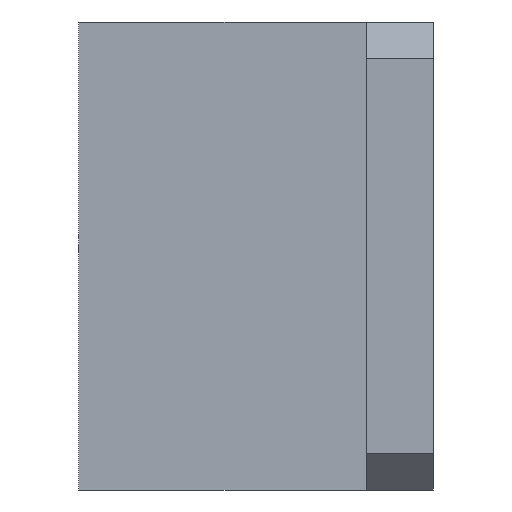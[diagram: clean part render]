
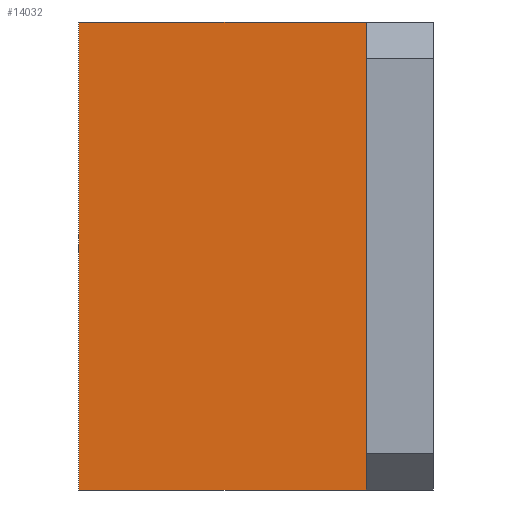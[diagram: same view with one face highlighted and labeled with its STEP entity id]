
A CAD part, front view. The second image highlights one B-rep face of the part: STEP entity #14032.
In plain terms, the highlighted planar face has unit normal (0, -1, 0).
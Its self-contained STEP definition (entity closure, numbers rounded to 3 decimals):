
#814 = LINE ( 'NONE', #4551, #7133 ) ;
#852 = CARTESIAN_POINT ( 'NONE',  ( -25.4, -8.382, 16.688 ) ) ;
#1033 = DIRECTION ( 'NONE',  ( 0., 0., -1. ) ) ;
#1113 = DIRECTION ( 'NONE',  ( -1., 0., 0. ) ) ;
#1266 = VERTEX_POINT ( 'NONE', #3524 ) ;
#1613 = EDGE_LOOP ( 'NONE', ( #6497, #3118, #1897, #12800 ) ) ;
#1897 = ORIENTED_EDGE ( 'NONE', *, *, #7135, .T. ) ;
#2250 = LINE ( 'NONE', #4661, #4154 ) ;
#3118 = ORIENTED_EDGE ( 'NONE', *, *, #9515, .T. ) ;
#3133 = DIRECTION ( 'NONE',  ( 0., 0., -1. ) ) ;
#3524 = CARTESIAN_POINT ( 'NONE',  ( -4.801, -8.382, 16.764 ) ) ;
#4052 = AXIS2_PLACEMENT_3D ( 'NONE', #852, #6631, #1033 ) ;
#4078 = VERTEX_POINT ( 'NONE', #16591 ) ;
#4154 = VECTOR ( 'NONE', #3133, 1000. ) ;
#4551 = CARTESIAN_POINT ( 'NONE',  ( -4.801, -8.382, 0. ) ) ;
#4624 = VERTEX_POINT ( 'NONE', #7595 ) ;
#4661 = CARTESIAN_POINT ( 'NONE',  ( -25.4, -8.382, 16.688 ) ) ;
#4822 = DIRECTION ( 'NONE',  ( 0., 0., -1. ) ) ;
#4844 = CARTESIAN_POINT ( 'NONE',  ( 11.964, -8.382, 16.764 ) ) ;
#6497 = ORIENTED_EDGE ( 'NONE', *, *, #11263, .F. ) ;
#6631 = DIRECTION ( 'NONE',  ( 0., -1., 0. ) ) ;
#7133 = VECTOR ( 'NONE', #4822, 1000. ) ;
#7135 = EDGE_CURVE ( 'NONE', #4078, #4624, #2250, .T. ) ;
#7552 = VECTOR ( 'NONE', #12982, 1000. ) ;
#7595 = CARTESIAN_POINT ( 'NONE',  ( -25.4, -8.382, -16.764 ) ) ;
#9515 = EDGE_CURVE ( 'NONE', #1266, #4078, #17000, .T. ) ;
#10578 = CARTESIAN_POINT ( 'NONE',  ( -4.801, -8.382, -16.764 ) ) ;
#11263 = EDGE_CURVE ( 'NONE', #1266, #14165, #814, .T. ) ;
#11847 = FACE_OUTER_BOUND ( 'NONE', #1613, .T. ) ;
#12100 = LINE ( 'NONE', #13345, #14335 ) ;
#12800 = ORIENTED_EDGE ( 'NONE', *, *, #14198, .F. ) ;
#12982 = DIRECTION ( 'NONE',  ( -1., 0., 0. ) ) ;
#13084 = PLANE ( 'NONE',  #4052 ) ;
#13345 = CARTESIAN_POINT ( 'NONE',  ( 11.964, -8.382, -16.764 ) ) ;
#14032 = ADVANCED_FACE ( 'NONE', ( #11847 ), #13084, .T. ) ;
#14165 = VERTEX_POINT ( 'NONE', #10578 ) ;
#14198 = EDGE_CURVE ( 'NONE', #14165, #4624, #12100, .T. ) ;
#14335 = VECTOR ( 'NONE', #1113, 1000. ) ;
#16591 = CARTESIAN_POINT ( 'NONE',  ( -25.4, -8.382, 16.764 ) ) ;
#17000 = LINE ( 'NONE', #4844, #7552 ) ;
